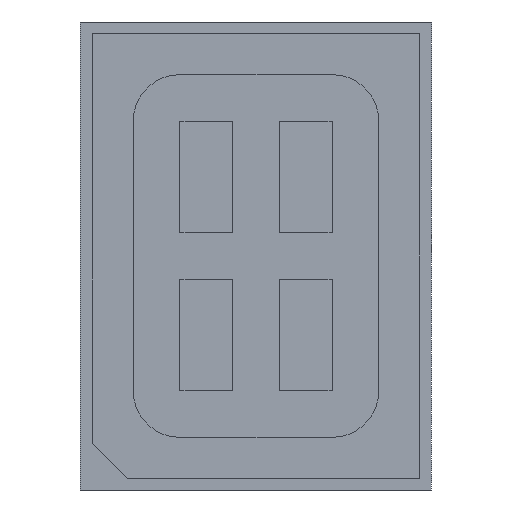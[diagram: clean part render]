
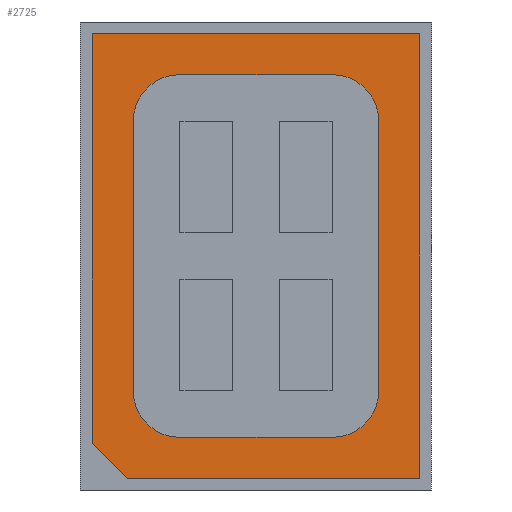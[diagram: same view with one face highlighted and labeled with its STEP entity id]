
A CAD part, front view. The second image highlights one B-rep face of the part: STEP entity #2725.
In plain terms, the highlighted planar face has unit normal (0, -1, 0).
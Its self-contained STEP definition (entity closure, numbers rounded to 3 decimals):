
#31 = EDGE_CURVE ( 'NONE', #3411, #1721, #2928, .T. ) ;
#69 = FACE_OUTER_BOUND ( 'NONE', #775, .T. ) ;
#78 = VERTEX_POINT ( 'NONE', #859 ) ;
#80 = CARTESIAN_POINT ( 'NONE',  ( -0.65, 0., -1.15 ) ) ;
#85 = EDGE_CURVE ( 'NONE', #2896, #3501, #1927, .T. ) ;
#90 = FACE_BOUND ( 'NONE', #1483, .T. ) ;
#109 = CIRCLE ( 'NONE', #1698, 0.4 ) ;
#149 = LINE ( 'NONE', #849, #1386 ) ;
#179 = CARTESIAN_POINT ( 'NONE',  ( 0., 0., -1.9 ) ) ;
#181 = EDGE_CURVE ( 'NONE', #78, #2848, #2998, .T. ) ;
#237 = CARTESIAN_POINT ( 'NONE',  ( -1.05, 0., -1.15 ) ) ;
#262 = CARTESIAN_POINT ( 'NONE',  ( 0., 0., 1.9 ) ) ;
#629 = DIRECTION ( 'NONE',  ( 0., 1., 0. ) ) ;
#645 = DIRECTION ( 'NONE',  ( 1., 0., 0. ) ) ;
#667 = VECTOR ( 'NONE', #2547, 1000. ) ;
#756 = CARTESIAN_POINT ( 'NONE',  ( 0., 0., 1.55 ) ) ;
#775 = EDGE_LOOP ( 'NONE', ( #3344, #3162, #1107, #807, #1975 ) ) ;
#807 = ORIENTED_EDGE ( 'NONE', *, *, #3015, .F. ) ;
#849 = CARTESIAN_POINT ( 'NONE',  ( -1.4, 0., 0. ) ) ;
#859 = CARTESIAN_POINT ( 'NONE',  ( -1.05, 0., 1.15 ) ) ;
#861 = AXIS2_PLACEMENT_3D ( 'NONE', #1896, #2406, #3526 ) ;
#868 = CARTESIAN_POINT ( 'NONE',  ( 1.05, 0., -1.15 ) ) ;
#919 = CARTESIAN_POINT ( 'NONE',  ( -1.4, 0., 1.9 ) ) ;
#936 = ORIENTED_EDGE ( 'NONE', *, *, #3465, .T. ) ;
#952 = LINE ( 'NONE', #1981, #3362 ) ;
#1055 = ORIENTED_EDGE ( 'NONE', *, *, #3187, .F. ) ;
#1066 = VERTEX_POINT ( 'NONE', #2199 ) ;
#1098 = CIRCLE ( 'NONE', #1631, 0.4 ) ;
#1107 = ORIENTED_EDGE ( 'NONE', *, *, #85, .F. ) ;
#1139 = LINE ( 'NONE', #3380, #3540 ) ;
#1161 = CARTESIAN_POINT ( 'NONE',  ( -1.1, 0., -1.9 ) ) ;
#1294 = LINE ( 'NONE', #262, #1305 ) ;
#1301 = CARTESIAN_POINT ( 'NONE',  ( -0.65, 0., 1.15 ) ) ;
#1305 = VECTOR ( 'NONE', #2189, 1000. ) ;
#1366 = PLANE ( 'NONE',  #861 ) ;
#1386 = VECTOR ( 'NONE', #3319, 1000. ) ;
#1397 = VERTEX_POINT ( 'NONE', #919 ) ;
#1413 = CIRCLE ( 'NONE', #1479, 0.4 ) ;
#1418 = LINE ( 'NONE', #756, #2523 ) ;
#1431 = CARTESIAN_POINT ( 'NONE',  ( -0.65, 0., -1.55 ) ) ;
#1450 = DIRECTION ( 'NONE',  ( 0., 0., -1. ) ) ;
#1479 = AXIS2_PLACEMENT_3D ( 'NONE', #2799, #2773, #3406 ) ;
#1483 = EDGE_LOOP ( 'NONE', ( #936, #1690, #1982, #3124, #1055, #1917, #3077, #3470 ) ) ;
#1527 = DIRECTION ( 'NONE',  ( 1., 0., 0. ) ) ;
#1536 = EDGE_CURVE ( 'NONE', #1397, #3501, #149, .T. ) ;
#1578 = DIRECTION ( 'NONE',  ( 0., 1., 0. ) ) ;
#1631 = AXIS2_PLACEMENT_3D ( 'NONE', #80, #629, #1450 ) ;
#1656 = EDGE_CURVE ( 'NONE', #2848, #1066, #1418, .T. ) ;
#1684 = DIRECTION ( 'NONE',  ( 0., 0., -1. ) ) ;
#1690 = ORIENTED_EDGE ( 'NONE', *, *, #2833, .T. ) ;
#1695 = CARTESIAN_POINT ( 'NONE',  ( -1.5, 0., -1.5 ) ) ;
#1698 = AXIS2_PLACEMENT_3D ( 'NONE', #1867, #2161, #2416 ) ;
#1721 = VERTEX_POINT ( 'NONE', #2222 ) ;
#1747 = VERTEX_POINT ( 'NONE', #3192 ) ;
#1787 = VERTEX_POINT ( 'NONE', #3528 ) ;
#1867 = CARTESIAN_POINT ( 'NONE',  ( 0.65, 0., 1.15 ) ) ;
#1875 = DIRECTION ( 'NONE',  ( 0., 0., -1. ) ) ;
#1896 = CARTESIAN_POINT ( 'NONE',  ( 0., 0., 0. ) ) ;
#1917 = ORIENTED_EDGE ( 'NONE', *, *, #181, .T. ) ;
#1927 = LINE ( 'NONE', #1695, #667 ) ;
#1943 = CARTESIAN_POINT ( 'NONE',  ( -0.65, 0., 1.55 ) ) ;
#1975 = ORIENTED_EDGE ( 'NONE', *, *, #3537, .F. ) ;
#1981 = CARTESIAN_POINT ( 'NONE',  ( -1.05, 0., 0. ) ) ;
#1982 = ORIENTED_EDGE ( 'NONE', *, *, #31, .F. ) ;
#1985 = VERTEX_POINT ( 'NONE', #868 ) ;
#2108 = VECTOR ( 'NONE', #2860, 1000. ) ;
#2120 = CARTESIAN_POINT ( 'NONE',  ( 1.4, 0., 0. ) ) ;
#2161 = DIRECTION ( 'NONE',  ( 0., 1., 0. ) ) ;
#2189 = DIRECTION ( 'NONE',  ( -1., 0., 0. ) ) ;
#2199 = CARTESIAN_POINT ( 'NONE',  ( 0.65, 0., 1.55 ) ) ;
#2219 = EDGE_CURVE ( 'NONE', #3411, #3345, #1098, .T. ) ;
#2222 = CARTESIAN_POINT ( 'NONE',  ( 0.65, 0., -1.55 ) ) ;
#2406 = DIRECTION ( 'NONE',  ( 0., -1., 0. ) ) ;
#2416 = DIRECTION ( 'NONE',  ( 0., 0., -1. ) ) ;
#2430 = DIRECTION ( 'NONE',  ( 0., 0., -1. ) ) ;
#2446 = CARTESIAN_POINT ( 'NONE',  ( 1.4, 0., 1.9 ) ) ;
#2471 = DIRECTION ( 'NONE',  ( 0., 0., -1. ) ) ;
#2523 = VECTOR ( 'NONE', #1527, 1000. ) ;
#2534 = EDGE_CURVE ( 'NONE', #3161, #1397, #1294, .T. ) ;
#2542 = EDGE_CURVE ( 'NONE', #1066, #1787, #109, .T. ) ;
#2547 = DIRECTION ( 'NONE',  ( -0.707, 0., 0.707 ) ) ;
#2725 = ADVANCED_FACE ( 'NONE', ( #69, #90 ), #1366, .T. ) ;
#2773 = DIRECTION ( 'NONE',  ( 0., 1., 0. ) ) ;
#2799 = CARTESIAN_POINT ( 'NONE',  ( 0.65, 0., -1.15 ) ) ;
#2833 = EDGE_CURVE ( 'NONE', #1985, #1721, #1413, .T. ) ;
#2848 = VERTEX_POINT ( 'NONE', #1943 ) ;
#2860 = DIRECTION ( 'NONE',  ( -1., 0., 0. ) ) ;
#2896 = VERTEX_POINT ( 'NONE', #1161 ) ;
#2928 = LINE ( 'NONE', #3410, #2973 ) ;
#2973 = VECTOR ( 'NONE', #645, 1000. ) ;
#2998 = CIRCLE ( 'NONE', #3322, 0.4 ) ;
#3015 = EDGE_CURVE ( 'NONE', #1747, #2896, #3313, .T. ) ;
#3077 = ORIENTED_EDGE ( 'NONE', *, *, #1656, .T. ) ;
#3124 = ORIENTED_EDGE ( 'NONE', *, *, #2219, .T. ) ;
#3161 = VERTEX_POINT ( 'NONE', #2446 ) ;
#3162 = ORIENTED_EDGE ( 'NONE', *, *, #1536, .T. ) ;
#3187 = EDGE_CURVE ( 'NONE', #78, #3345, #952, .T. ) ;
#3192 = CARTESIAN_POINT ( 'NONE',  ( 1.4, 0., -1.9 ) ) ;
#3313 = LINE ( 'NONE', #179, #2108 ) ;
#3319 = DIRECTION ( 'NONE',  ( 0., 0., -1. ) ) ;
#3322 = AXIS2_PLACEMENT_3D ( 'NONE', #1301, #1578, #2430 ) ;
#3344 = ORIENTED_EDGE ( 'NONE', *, *, #2534, .T. ) ;
#3345 = VERTEX_POINT ( 'NONE', #237 ) ;
#3350 = CARTESIAN_POINT ( 'NONE',  ( -1.4, 0., -1.6 ) ) ;
#3362 = VECTOR ( 'NONE', #2471, 1000. ) ;
#3380 = CARTESIAN_POINT ( 'NONE',  ( 1.05, 0., 0. ) ) ;
#3406 = DIRECTION ( 'NONE',  ( 0., 0., -1. ) ) ;
#3410 = CARTESIAN_POINT ( 'NONE',  ( 0., 0., -1.55 ) ) ;
#3411 = VERTEX_POINT ( 'NONE', #1431 ) ;
#3465 = EDGE_CURVE ( 'NONE', #1787, #1985, #1139, .T. ) ;
#3470 = ORIENTED_EDGE ( 'NONE', *, *, #2542, .T. ) ;
#3501 = VERTEX_POINT ( 'NONE', #3350 ) ;
#3526 = DIRECTION ( 'NONE',  ( 0., 0., -1. ) ) ;
#3528 = CARTESIAN_POINT ( 'NONE',  ( 1.05, 0., 1.15 ) ) ;
#3537 = EDGE_CURVE ( 'NONE', #3161, #1747, #3548, .T. ) ;
#3540 = VECTOR ( 'NONE', #1684, 1000. ) ;
#3548 = LINE ( 'NONE', #2120, #3553 ) ;
#3553 = VECTOR ( 'NONE', #1875, 1000. ) ;
